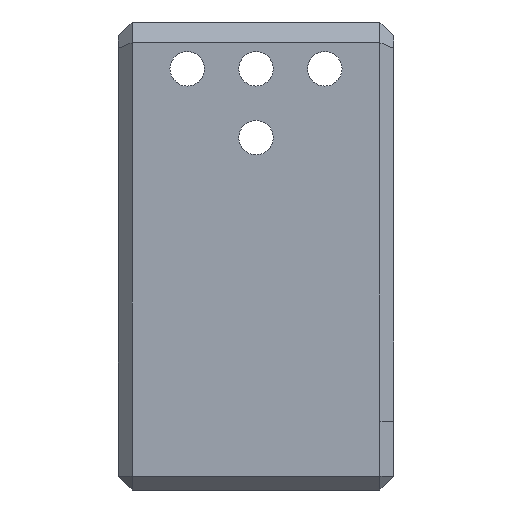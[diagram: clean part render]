
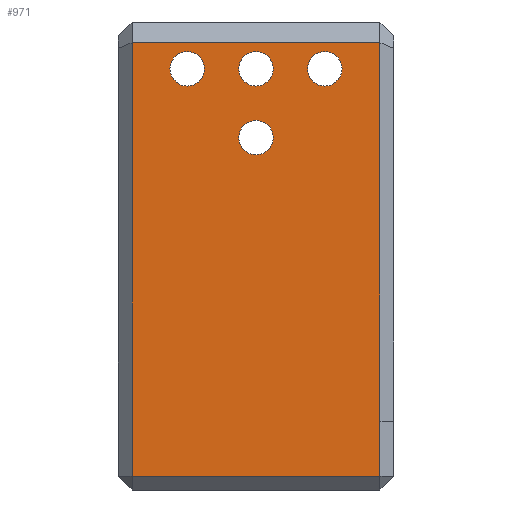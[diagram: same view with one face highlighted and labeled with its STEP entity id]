
A CAD part, left-side view. The second image highlights one B-rep face of the part: STEP entity #971.
In plain terms, the highlighted planar face has unit normal (-1, 0, 0).
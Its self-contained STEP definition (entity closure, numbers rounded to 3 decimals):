
#27=FACE_BOUND('',#153,.T.);
#28=FACE_BOUND('',#154,.T.);
#29=FACE_BOUND('',#155,.T.);
#30=FACE_BOUND('',#156,.T.);
#43=CIRCLE('',#1017,2.5);
#45=CIRCLE('',#1020,2.5);
#47=CIRCLE('',#1023,2.5);
#49=CIRCLE('',#1026,2.5);
#95=FACE_OUTER_BOUND('',#152,.T.);
#152=EDGE_LOOP('',(#803,#804,#805,#806,#807));
#153=EDGE_LOOP('',(#808));
#154=EDGE_LOOP('',(#809));
#155=EDGE_LOOP('',(#810));
#156=EDGE_LOOP('',(#811));
#250=LINE('',#1474,#365);
#272=LINE('',#1532,#387);
#273=LINE('',#1534,#388);
#276=LINE('',#1540,#391);
#277=LINE('',#1542,#392);
#365=VECTOR('',#1183,10.);
#387=VECTOR('',#1249,10.);
#388=VECTOR('',#1252,10.);
#391=VECTOR('',#1259,10.);
#392=VECTOR('',#1262,10.);
#460=VERTEX_POINT('',#1460);
#464=VERTEX_POINT('',#1472);
#467=VERTEX_POINT('',#1487);
#469=VERTEX_POINT('',#1493);
#471=VERTEX_POINT('',#1499);
#473=VERTEX_POINT('',#1505);
#477=VERTEX_POINT('',#1526);
#478=VERTEX_POINT('',#1530);
#479=VERTEX_POINT('',#1536);
#565=EDGE_CURVE('',#464,#460,#250,.T.);
#573=EDGE_CURVE('',#467,#467,#43,.T.);
#576=EDGE_CURVE('',#469,#469,#45,.T.);
#579=EDGE_CURVE('',#471,#471,#47,.T.);
#582=EDGE_CURVE('',#473,#473,#49,.T.);
#595=EDGE_CURVE('',#478,#477,#272,.T.);
#596=EDGE_CURVE('',#460,#478,#273,.T.);
#599=EDGE_CURVE('',#479,#464,#276,.T.);
#600=EDGE_CURVE('',#477,#479,#277,.T.);
#803=ORIENTED_EDGE('',*,*,#596,.F.);
#804=ORIENTED_EDGE('',*,*,#565,.F.);
#805=ORIENTED_EDGE('',*,*,#599,.F.);
#806=ORIENTED_EDGE('',*,*,#600,.F.);
#807=ORIENTED_EDGE('',*,*,#595,.F.);
#808=ORIENTED_EDGE('',*,*,#573,.T.);
#809=ORIENTED_EDGE('',*,*,#576,.T.);
#810=ORIENTED_EDGE('',*,*,#579,.T.);
#811=ORIENTED_EDGE('',*,*,#582,.T.);
#922=PLANE('',#1038);
#971=ADVANCED_FACE('',(#95,#27,#28,#29,#30),#922,.T.);
#1017=AXIS2_PLACEMENT_3D('',#1489,#1200,#1201);
#1020=AXIS2_PLACEMENT_3D('',#1495,#1207,#1208);
#1023=AXIS2_PLACEMENT_3D('',#1501,#1214,#1215);
#1026=AXIS2_PLACEMENT_3D('',#1507,#1221,#1222);
#1038=AXIS2_PLACEMENT_3D('',#1543,#1263,#1264);
#1183=DIRECTION('',(0.,-1.,0.));
#1200=DIRECTION('center_axis',(1.,0.,0.));
#1201=DIRECTION('ref_axis',(0.,1.,0.));
#1207=DIRECTION('center_axis',(1.,0.,0.));
#1208=DIRECTION('ref_axis',(0.,1.,0.));
#1214=DIRECTION('center_axis',(1.,0.,0.));
#1215=DIRECTION('ref_axis',(0.,1.,0.));
#1221=DIRECTION('center_axis',(1.,0.,0.));
#1222=DIRECTION('ref_axis',(0.,1.,0.));
#1249=DIRECTION('',(0.,0.,-1.));
#1252=DIRECTION('',(0.,0.,-1.));
#1259=DIRECTION('',(0.,0.,1.));
#1262=DIRECTION('',(0.,1.,0.));
#1263=DIRECTION('center_axis',(-1.,0.,0.));
#1264=DIRECTION('ref_axis',(0.,1.,0.));
#1460=CARTESIAN_POINT('',(-230.,-18.,80.));
#1472=CARTESIAN_POINT('',(-230.,18.,80.));
#1474=CARTESIAN_POINT('',(-230.,0.,80.));
#1487=CARTESIAN_POINT('',(-230.,7.5,76.195));
#1489=CARTESIAN_POINT('Origin',(-230.,10.,76.195));
#1493=CARTESIAN_POINT('',(-230.,-12.5,76.195));
#1495=CARTESIAN_POINT('Origin',(-230.,-10.,76.195));
#1499=CARTESIAN_POINT('',(-230.,-2.5,66.195));
#1501=CARTESIAN_POINT('Origin',(-230.,0.,66.195));
#1505=CARTESIAN_POINT('',(-230.,-2.5,76.195));
#1507=CARTESIAN_POINT('Origin',(-230.,0.,76.195));
#1526=CARTESIAN_POINT('',(-230.,-18.,17.));
#1530=CARTESIAN_POINT('',(-230.,-18.,25.));
#1532=CARTESIAN_POINT('',(-230.,-18.,25.));
#1534=CARTESIAN_POINT('',(-230.,-18.,56.195));
#1536=CARTESIAN_POINT('',(-230.,18.,17.));
#1540=CARTESIAN_POINT('',(-230.,18.,51.195));
#1542=CARTESIAN_POINT('',(-230.,-3.75,17.));
#1543=CARTESIAN_POINT('Origin',(-230.,-20.,25.));
